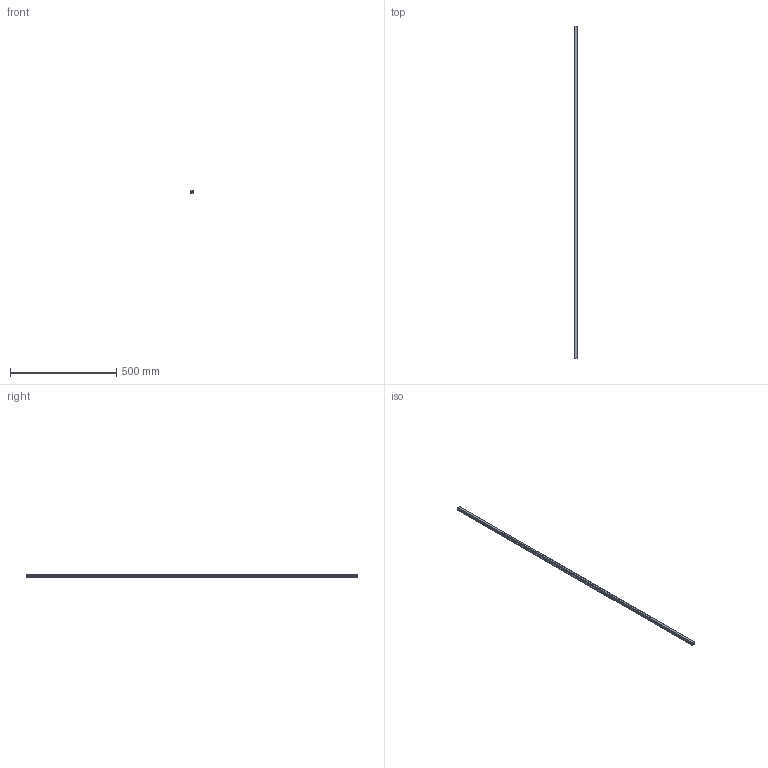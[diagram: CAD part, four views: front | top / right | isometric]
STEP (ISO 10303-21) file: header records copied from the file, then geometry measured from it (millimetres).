
FILE_DESCRIPTION(('STEP AP214'),'1');
FILE_NAME('cctmp_A0F1361B-604E-4CB7-B5B4-738F2707A0B0_2021_01_19_13_54_28_0704..stp','2021-01-19T12:54:28',('HIWIN GmbH'),('CADClick - www.CADClick.com'),'Spatial InterOp 3D',' ','unknown authorization');
FILE_SCHEMA(('AUTOMOTIVE_DESIGN'));
Length unit declared in the file: millimetre
Products named in the file (1): HGR15T1560C_FILE
Bounding box: 15 x 1560 x 15 mm (x, y, z)
Volume: 292831.4 mm3; surface area: 99133.3 mm2
Topology: 1 solids, 1 shells, 219 faces, 587 edges, 348 vertices
Faces by surface type: plane 89, cylinder 78, cone 52
Entity records: 8193 total; most frequent: DIRECTION 1131, CARTESIAN_POINT 1103, ORIENTED_EDGE 1070, EDGE_CURVE 535, LINE 379, VECTOR 379, AXIS2_PLACEMENT_3D 376, VERTEX_POINT 348
